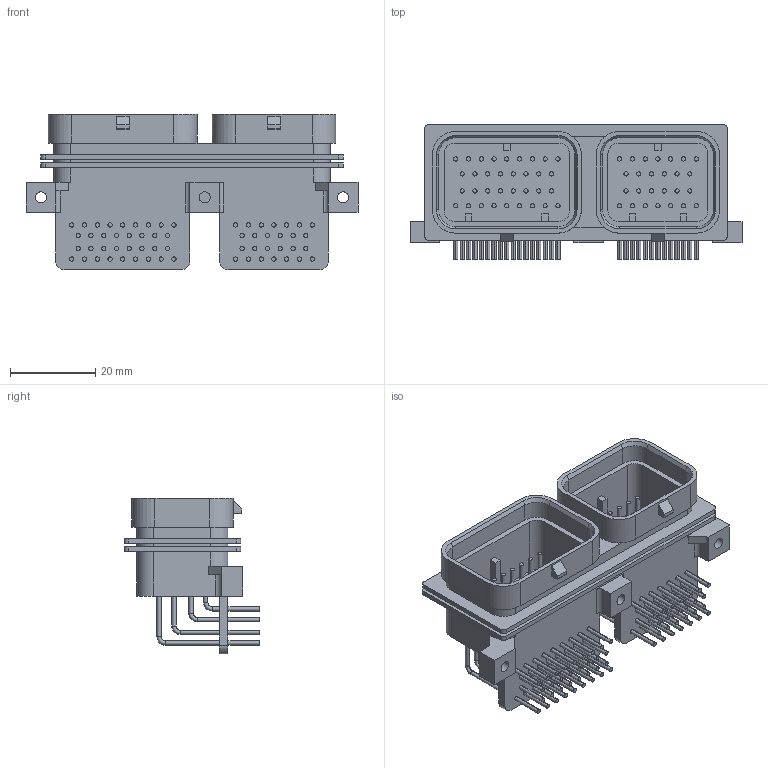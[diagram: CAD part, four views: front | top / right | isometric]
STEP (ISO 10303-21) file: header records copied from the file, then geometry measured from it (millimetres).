
FILE_DESCRIPTION((''),'2;1');
FILE_NAME('C-6437288-5','2011-07-20T',('workeradm'),(''),'PRO/ENGINEER BY PARAMETRIC TECHNOLOGY CORPORATION, 2010430','PRO/ENGINEER BY PARAMETRIC TECHNOLOGY CORPORATION, 2010430','');
FILE_SCHEMA(('AUTOMOTIVE_DESIGN { 1 0 10303 214 1 1 1 1 }'));
Length unit declared in the file: millimetre
Products named in the file (1): C-6437288-5
Bounding box: 78 x 31.9 x 36.5 mm (x, y, z)
Volume: 17336.5 mm3; surface area: 20809.2 mm2
Topology: 1 solids, 1 shells, 921 faces, 2104 edges, 1316 vertices
Faces by surface type: cylinder 542, plane 251, torus 120, cone 8
Entity records: 26657 total; most frequent: DIRECTION 5162, CARTESIAN_POINT 4343, ORIENTED_EDGE 4208, AXIS2_PLACEMENT_3D 2137, EDGE_CURVE 2104, VERTEX_POINT 1316, CIRCLE 1216, EDGE_LOOP 1176
